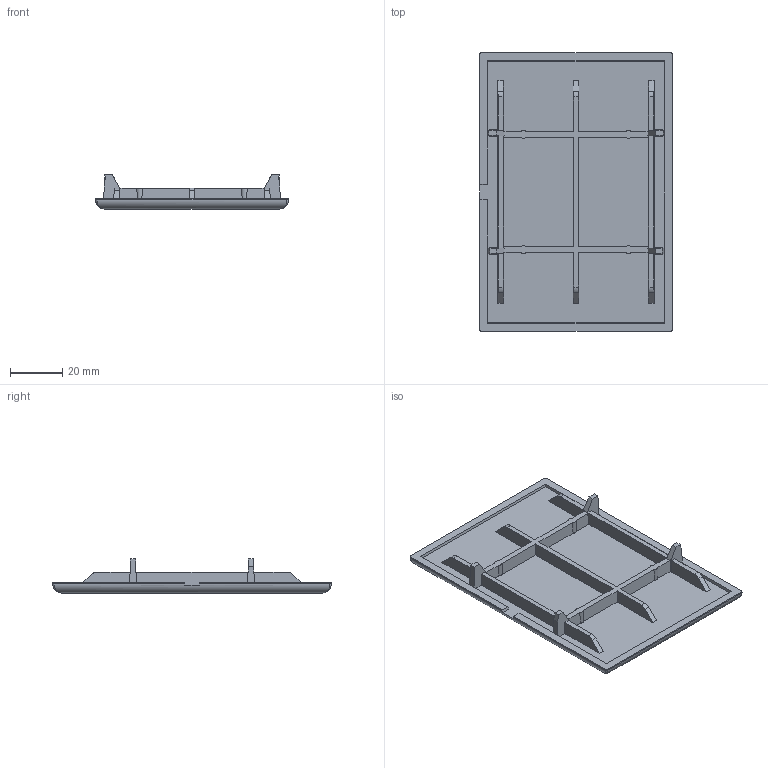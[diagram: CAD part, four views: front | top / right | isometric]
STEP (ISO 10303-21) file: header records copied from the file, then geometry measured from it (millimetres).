
FILE_DESCRIPTION (( 'STEP AP214' ), '1' );
FILE_NAME ('FIXE08E1093-Cache équerre 8 80x80x80 Zn.step', '2023-03-24T10:01:15', ( 'Altae' ), ( '' ), 'SwSTEP 2.0', 'SolidWorks 2021', '' );
FILE_SCHEMA (( 'AUTOMOTIVE_DESIGN' ));
Length unit declared in the file: millimetre
Products named in the file (1): FIXE08E1093-Cache équerre 8 80x80x80 Zn
Bounding box: 73.5 x 106.2 x 13 mm (x, y, z)
Volume: 27605.2 mm3; surface area: 20452.4 mm2
Topology: 1 solids, 1 shells, 123 faces, 355 edges, 230 vertices
Faces by surface type: plane 97, cylinder 22, bspline 4
Entity records: 4431 total; most frequent: CARTESIAN_POINT 1291, ORIENTED_EDGE 702, DIRECTION 577, EDGE_CURVE 351, VECTOR 289, LINE 289, VERTEX_POINT 230, AXIS2_PLACEMENT_3D 144
